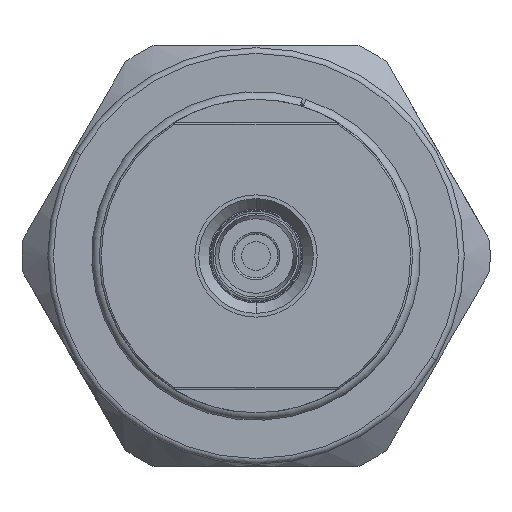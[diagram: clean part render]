
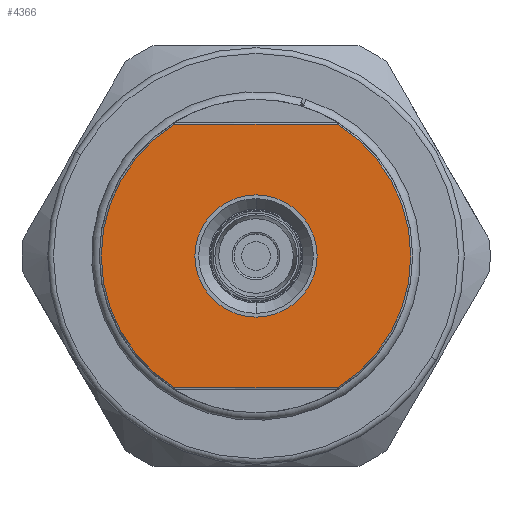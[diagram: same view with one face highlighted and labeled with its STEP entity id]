
A CAD part, left-side view. The second image highlights one B-rep face of the part: STEP entity #4366.
In plain terms, the highlighted planar face has unit normal (-1, 0, 0).
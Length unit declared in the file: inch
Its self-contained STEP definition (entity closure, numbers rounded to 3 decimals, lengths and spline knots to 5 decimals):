
#10 = CARTESIAN_POINT ( 'NONE',  ( -0.82677, -0.16814, -0.27165 ) ) ;
#168 = EDGE_CURVE ( 'NONE', #2530, #5092, #4790, .T. ) ;
#334 = DIRECTION ( 'NONE',  ( 0., 0., 1. ) ) ;
#384 = CARTESIAN_POINT ( 'NONE',  ( -0.82677, 0., 0. ) ) ;
#429 = CARTESIAN_POINT ( 'NONE',  ( -0.82677, 0.16703, -0.27165 ) ) ;
#632 = CIRCLE ( 'NONE', #827, 0.3189 ) ;
#761 = DIRECTION ( 'NONE',  ( 0., 0., 1. ) ) ;
#764 = PLANE ( 'NONE',  #1562 ) ;
#809 = CARTESIAN_POINT ( 'NONE',  ( -0.82677, -0.16703, 0.27165 ) ) ;
#827 = AXIS2_PLACEMENT_3D ( 'NONE', #4522, #1613, #2055 ) ;
#974 = DIRECTION ( 'NONE',  ( 1., 0., 0. ) ) ;
#975 = CARTESIAN_POINT ( 'NONE',  ( -0.82677, -0.16703, -0.27165 ) ) ;
#1063 = EDGE_CURVE ( 'NONE', #2431, #2530, #4007, .T. ) ;
#1153 = VECTOR ( 'NONE', #4661, 39.37008 ) ;
#1163 = CARTESIAN_POINT ( 'NONE',  ( -0.82677, 0., 0. ) ) ;
#1351 = EDGE_CURVE ( 'NONE', #1993, #2431, #632, .T. ) ;
#1444 = FACE_OUTER_BOUND ( 'NONE', #4709, .T. ) ;
#1562 = AXIS2_PLACEMENT_3D ( 'NONE', #1596, #2451, #334 ) ;
#1582 = ORIENTED_EDGE ( 'NONE', *, *, #1351, .T. ) ;
#1596 = CARTESIAN_POINT ( 'NONE',  ( -0.82677, 0.32283, 0. ) ) ;
#1613 = DIRECTION ( 'NONE',  ( -1., 0., 0. ) ) ;
#1691 = CARTESIAN_POINT ( 'NONE',  ( -0.82677, 0.16703, 0.27165 ) ) ;
#1860 = ORIENTED_EDGE ( 'NONE', *, *, #2571, .T. ) ;
#1862 = LINE ( 'NONE', #10, #5040 ) ;
#1957 = ORIENTED_EDGE ( 'NONE', *, *, #168, .T. ) ;
#1993 = VERTEX_POINT ( 'NONE', #975 ) ;
#1999 = ORIENTED_EDGE ( 'NONE', *, *, #2912, .T. ) ;
#2055 = DIRECTION ( 'NONE',  ( 0., 0., 1. ) ) ;
#2089 = CARTESIAN_POINT ( 'NONE',  ( -0.82677, 0., 0.12598 ) ) ;
#2431 = VERTEX_POINT ( 'NONE', #809 ) ;
#2451 = DIRECTION ( 'NONE',  ( -1., 0., 0. ) ) ;
#2530 = VERTEX_POINT ( 'NONE', #1691 ) ;
#2571 = EDGE_CURVE ( 'NONE', #5092, #1993, #1862, .T. ) ;
#2912 = EDGE_CURVE ( 'NONE', #3461, #3854, #4445, .T. ) ;
#2917 = CARTESIAN_POINT ( 'NONE',  ( -0.82677, 0., 0. ) ) ;
#3056 = AXIS2_PLACEMENT_3D ( 'NONE', #1163, #4073, #761 ) ;
#3211 = CARTESIAN_POINT ( 'NONE',  ( -0.82677, 0., -0.12598 ) ) ;
#3362 = EDGE_CURVE ( 'NONE', #3854, #3461, #5093, .T. ) ;
#3461 = VERTEX_POINT ( 'NONE', #2089 ) ;
#3854 = VERTEX_POINT ( 'NONE', #3211 ) ;
#3917 = ORIENTED_EDGE ( 'NONE', *, *, #3362, .T. ) ;
#3947 = AXIS2_PLACEMENT_3D ( 'NONE', #2917, #974, #4636 ) ;
#4007 = LINE ( 'NONE', #4609, #1153 ) ;
#4073 = DIRECTION ( 'NONE',  ( -1., 0., 0. ) ) ;
#4102 = ORIENTED_EDGE ( 'NONE', *, *, #1063, .T. ) ;
#4366 = ADVANCED_FACE ( 'NONE', ( #1444, #4491 ), #764, .T. ) ;
#4445 = CIRCLE ( 'NONE', #3947, 0.12598 ) ;
#4491 = FACE_BOUND ( 'NONE', #5015, .T. ) ;
#4522 = CARTESIAN_POINT ( 'NONE',  ( -0.82677, 0., 0. ) ) ;
#4534 = DIRECTION ( 'NONE',  ( 0., 0., -1. ) ) ;
#4609 = CARTESIAN_POINT ( 'NONE',  ( -0.82677, 0.16814, 0.27165 ) ) ;
#4636 = DIRECTION ( 'NONE',  ( 0., 0., -1. ) ) ;
#4661 = DIRECTION ( 'NONE',  ( 0., 1., 0. ) ) ;
#4709 = EDGE_LOOP ( 'NONE', ( #1957, #1860, #1582, #4102 ) ) ;
#4790 = CIRCLE ( 'NONE', #3056, 0.3189 ) ;
#4911 = DIRECTION ( 'NONE',  ( 1., 0., 0. ) ) ;
#4993 = AXIS2_PLACEMENT_3D ( 'NONE', #384, #4911, #4534 ) ;
#5015 = EDGE_LOOP ( 'NONE', ( #3917, #1999 ) ) ;
#5040 = VECTOR ( 'NONE', #5366, 39.37008 ) ;
#5092 = VERTEX_POINT ( 'NONE', #429 ) ;
#5093 = CIRCLE ( 'NONE', #4993, 0.12598 ) ;
#5366 = DIRECTION ( 'NONE',  ( 0., -1., 0. ) ) ;
